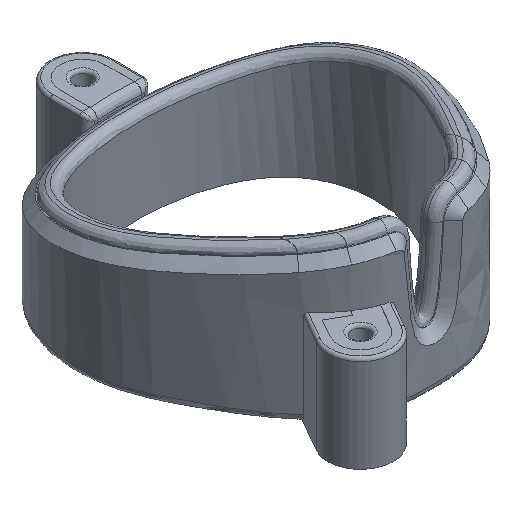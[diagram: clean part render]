
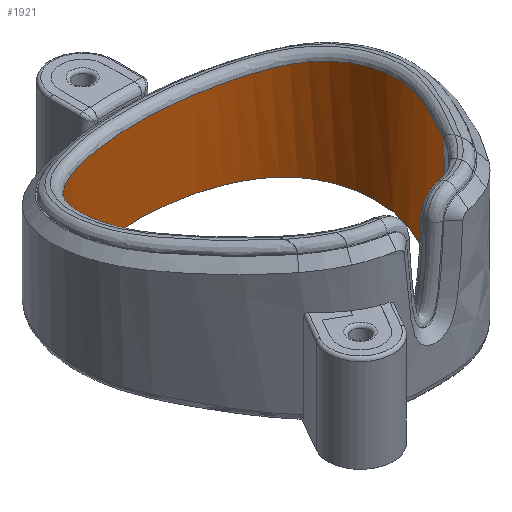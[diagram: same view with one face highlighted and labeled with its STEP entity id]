
A CAD part, isometric view. The second image highlights one B-rep face of the part: STEP entity #1921.
In plain terms, the highlighted free-form (B-spline) face has degree [3, 1] with [21, 2] control points.
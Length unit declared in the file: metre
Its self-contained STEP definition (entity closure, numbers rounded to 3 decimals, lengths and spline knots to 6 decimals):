
#189=B_SPLINE_CURVE_WITH_KNOTS('',3,(#3509,#3510,#3511,#3512,#3513,#3514,
#3515,#3516,#3517,#3518,#3519,#3520,#3521,#3522,#3523,#3524,#3525,#3526,
#3527,#3528,#3529,#3530,#3531,#3532,#3533,#3534,#3535,#3536,#3537),
 .UNSPECIFIED.,.F.,.F.,(4,1,1,1,1,1,1,1,1,1,1,1,1,1,1,1,1,1,1,1,1,1,1,1,
1,1,4),(0.,0.005482,0.008222,0.010963,0.013704,
0.016445,0.019186,0.021927,0.024667,
0.027408,0.030149,0.03289,0.038372,
0.041112,0.043853,0.049335,0.054817,
0.057557,0.060298,0.063039,0.06578,
0.068521,0.071261,0.074002,0.076743,
0.082225,0.087706),.UNSPECIFIED.);
#190=B_SPLINE_CURVE_WITH_KNOTS('',3,(#3541,#3542,#3543,#3544,#3545,#3546,
#3547,#3548,#3549,#3550,#3551,#3552,#3553),.UNSPECIFIED.,.T.,.F.,(1,3,1,
1,1,1,1,1,1,1,1,3,1),(-0.119499,0.,0.119499,0.21531,
0.31112,0.420568,0.5,0.579432,0.68888,
0.78469,0.880501,1.,1.119499),.UNSPECIFIED.);
#432=ORIENTED_EDGE('',*,*,#968,.F.);
#433=ORIENTED_EDGE('',*,*,#969,.T.);
#434=ORIENTED_EDGE('',*,*,#970,.T.);
#435=ORIENTED_EDGE('',*,*,#971,.F.);
#968=EDGE_CURVE('',#1245,#1246,#1409,.T.);
#969=EDGE_CURVE('',#1245,#1247,#189,.T.);
#970=EDGE_CURVE('',#1247,#1248,#1410,.T.);
#971=EDGE_CURVE('',#1246,#1248,#190,.T.);
#1245=VERTEX_POINT('',#3507);
#1246=VERTEX_POINT('',#3508);
#1247=VERTEX_POINT('',#3538);
#1248=VERTEX_POINT('',#3540);
#1409=LINE('',#3506,#1515);
#1410=LINE('',#3539,#1516);
#1515=VECTOR('',#2240,1.);
#1516=VECTOR('',#2241,1.);
#1632=EDGE_LOOP('',(#432,#433,#434,#435));
#1761=FACE_BOUND('',#1632,.T.);
#1863=B_SPLINE_SURFACE_WITH_KNOTS('',3,1,((#3464,#3465),(#3466,#3467),(#3468,
#3469),(#3470,#3471),(#3472,#3473),(#3474,#3475),(#3476,#3477),(#3478,#3479),
(#3480,#3481),(#3482,#3483),(#3484,#3485),(#3486,#3487),(#3488,#3489),(#3490,
#3491),(#3492,#3493),(#3494,#3495),(#3496,#3497),(#3498,#3499),(#3500,#3501),
(#3502,#3503),(#3504,#3505)),.SURF_OF_LINEAR_EXTRUSION.,.F.,.F.,.F.,(4,
1,1,1,1,1,1,1,1,1,1,1,1,1,1,1,1,1,4),(2,2),(0.642233,0.686954,
0.731675,0.776396,0.821117,0.865837,
0.888198,0.910558,0.955279,1.,1.044721,
1.089442,1.111802,1.134163,1.178883,1.223604,
1.268325,1.313046,1.357767),(0.,1.),
 .UNSPECIFIED.);
#1921=ADVANCED_FACE('',(#1761),#1863,.T.);
#2240=DIRECTION('',(0.,0.,-1.));
#2241=DIRECTION('',(0.,0.,-1.));
#3464=CARTESIAN_POINT('',(0.01195,-0.01097,0.018371));
#3465=CARTESIAN_POINT('',(0.01195,-0.01097,0.));
#3466=CARTESIAN_POINT('',(0.013062,-0.009372,0.018371));
#3467=CARTESIAN_POINT('',(0.013062,-0.009372,0.));
#3468=CARTESIAN_POINT('',(0.015111,-0.005923,0.018371));
#3469=CARTESIAN_POINT('',(0.015111,-0.005923,0.));
#3470=CARTESIAN_POINT('',(0.017376,-0.001409,0.018371));
#3471=CARTESIAN_POINT('',(0.017376,-0.001409,0.));
#3472=CARTESIAN_POINT('',(0.018559,0.002918,0.018371));
#3473=CARTESIAN_POINT('',(0.018559,0.002918,0.));
#3474=CARTESIAN_POINT('',(0.018398,0.007744,0.018371));
#3475=CARTESIAN_POINT('',(0.018398,0.007744,0.));
#3476=CARTESIAN_POINT('',(0.016837,0.01164,0.018371));
#3477=CARTESIAN_POINT('',(0.016837,0.01164,0.));
#3478=CARTESIAN_POINT('',(0.014519,0.01421,0.018371));
#3479=CARTESIAN_POINT('',(0.014519,0.01421,0.));
#3480=CARTESIAN_POINT('',(0.011484,0.016317,0.018371));
#3481=CARTESIAN_POINT('',(0.011484,0.016317,0.));
#3482=CARTESIAN_POINT('',(0.006647,0.018096,0.018371));
#3483=CARTESIAN_POINT('',(0.006647,0.018096,0.));
#3484=CARTESIAN_POINT('',(0.,0.018819,0.018371));
#3485=CARTESIAN_POINT('',(0.,0.018819,0.));
#3486=CARTESIAN_POINT('',(-0.006647,0.018096,0.018371));
#3487=CARTESIAN_POINT('',(-0.006647,0.018096,0.));
#3488=CARTESIAN_POINT('',(-0.011484,0.016317,0.018371));
#3489=CARTESIAN_POINT('',(-0.011484,0.016317,0.));
#3490=CARTESIAN_POINT('',(-0.014519,0.01421,0.018371));
#3491=CARTESIAN_POINT('',(-0.014519,0.01421,0.));
#3492=CARTESIAN_POINT('',(-0.016837,0.01164,0.018371));
#3493=CARTESIAN_POINT('',(-0.016837,0.01164,0.));
#3494=CARTESIAN_POINT('',(-0.018398,0.007744,0.018371));
#3495=CARTESIAN_POINT('',(-0.018398,0.007744,0.));
#3496=CARTESIAN_POINT('',(-0.018559,0.002918,0.018371));
#3497=CARTESIAN_POINT('',(-0.018559,0.002918,0.));
#3498=CARTESIAN_POINT('',(-0.017376,-0.001409,0.018371));
#3499=CARTESIAN_POINT('',(-0.017376,-0.001409,0.));
#3500=CARTESIAN_POINT('',(-0.015111,-0.005923,0.018371));
#3501=CARTESIAN_POINT('',(-0.015111,-0.005923,0.));
#3502=CARTESIAN_POINT('',(-0.013062,-0.009372,0.018371));
#3503=CARTESIAN_POINT('',(-0.013062,-0.009372,0.));
#3504=CARTESIAN_POINT('',(-0.01195,-0.01097,0.018371));
#3505=CARTESIAN_POINT('',(-0.01195,-0.01097,0.));
#3506=CARTESIAN_POINT('',(0.01195,-0.01097,0.022));
#3507=CARTESIAN_POINT('',(0.01195,-0.01097,0.018261));
#3508=CARTESIAN_POINT('',(0.01195,-0.01097,0.));
#3509=CARTESIAN_POINT('',(0.01195,-0.01097,0.018261));
#3510=CARTESIAN_POINT('',(0.012984,-0.009484,0.017966));
#3511=CARTESIAN_POINT('',(0.014382,-0.007162,0.017542));
#3512=CARTESIAN_POINT('',(0.016088,-0.00398,0.016991));
#3513=CARTESIAN_POINT('',(0.017225,-0.001503,0.016559));
#3514=CARTESIAN_POINT('',(0.018066,0.00105,0.016097));
#3515=CARTESIAN_POINT('',(0.01848,0.003746,0.015576));
#3516=CARTESIAN_POINT('',(0.01841,0.006407,0.015027));
#3517=CARTESIAN_POINT('',(0.017852,0.009056,0.014422));
#3518=CARTESIAN_POINT('',(0.016772,0.011499,0.013784));
#3519=CARTESIAN_POINT('',(0.015143,0.013635,0.013093));
#3520=CARTESIAN_POINT('',(0.013032,0.015306,0.012451));
#3521=CARTESIAN_POINT('',(0.009853,0.016992,0.011846));
#3522=CARTESIAN_POINT('',(0.006311,0.01801,0.011532));
#3523=CARTESIAN_POINT('',(0.002722,0.018498,0.011388));
#3524=CARTESIAN_POINT('',(-0.000953,0.018658,0.011342));
#3525=CARTESIAN_POINT('',(-0.005445,0.018258,0.011456));
#3526=CARTESIAN_POINT('',(-0.009865,0.016989,0.011847));
#3527=CARTESIAN_POINT('',(-0.013061,0.015287,0.012458));
#3528=CARTESIAN_POINT('',(-0.015161,0.013616,0.0131));
#3529=CARTESIAN_POINT('',(-0.01679,0.01147,0.013792));
#3530=CARTESIAN_POINT('',(-0.017864,0.009015,0.014432));
#3531=CARTESIAN_POINT('',(-0.018416,0.006375,0.015034));
#3532=CARTESIAN_POINT('',(-0.018474,0.00366,0.015593));
#3533=CARTESIAN_POINT('',(-0.018054,0.001004,0.016106));
#3534=CARTESIAN_POINT('',(-0.016902,-0.002449,0.01673));
#3535=CARTESIAN_POINT('',(-0.014826,-0.00641,0.017405));
#3536=CARTESIAN_POINT('',(-0.01298,-0.00949,0.017967));
#3537=CARTESIAN_POINT('',(-0.01195,-0.01097,0.018261));
#3538=CARTESIAN_POINT('',(-0.01195,-0.01097,0.018261));
#3539=CARTESIAN_POINT('',(-0.01195,-0.01097,0.022));
#3540=CARTESIAN_POINT('',(-0.01195,-0.01097,0.));
#3541=CARTESIAN_POINT('',(0.,0.018578,0.));
#3542=CARTESIAN_POINT('',(-0.00592,0.018578,0.));
#3543=CARTESIAN_POINT('',(-0.016586,0.015476,0.));
#3544=CARTESIAN_POINT('',(-0.019478,0.003464,0.));
#3545=CARTESIAN_POINT('',(-0.01554,-0.005717,0.));
#3546=CARTESIAN_POINT('',(-0.00782,-0.01773,0.));
#3547=CARTESIAN_POINT('',(0.,-0.01784,0.));
#3548=CARTESIAN_POINT('',(0.00782,-0.01773,0.));
#3549=CARTESIAN_POINT('',(0.01554,-0.005717,0.));
#3550=CARTESIAN_POINT('',(0.019478,0.003464,0.));
#3551=CARTESIAN_POINT('',(0.016586,0.015476,0.));
#3552=CARTESIAN_POINT('',(0.00592,0.018578,0.));
#3553=CARTESIAN_POINT('',(0.,0.018578,0.));
